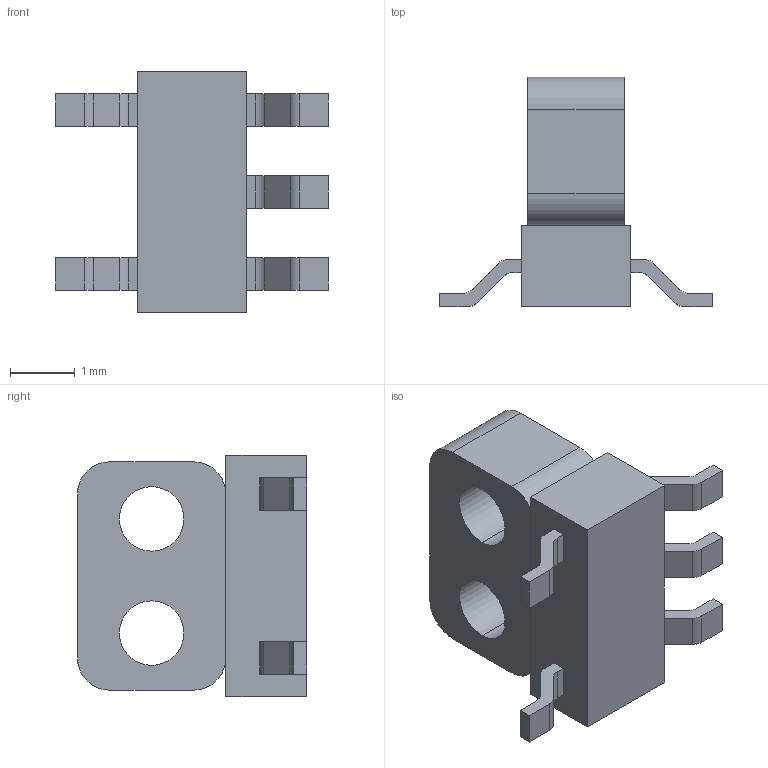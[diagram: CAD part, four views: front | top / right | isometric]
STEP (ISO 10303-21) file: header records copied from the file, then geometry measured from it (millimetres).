
FILE_DESCRIPTION (( 'STEP AP214' ), '1' );
FILE_NAME ('User Library-FluxBalun.STEP', '2019-11-21T02:53:43', ( '' ), ( '' ), 'SwSTEP 2.0', 'SolidWorks 2019', '' );
FILE_SCHEMA (( 'AUTOMOTIVE_DESIGN' ));
Length unit declared in the file: millimetre
Products named in the file (1): User Library-FluxBalun
Bounding box: 4.23 x 3.55 x 3.74 mm (x, y, z)
Volume: 18.1 mm3; surface area: 75.7 mm2
Topology: 7 solids, 7 shells, 90 faces, 228 edges, 152 vertices
Faces by surface type: plane 62, cylinder 28
Entity records: 2804 total; most frequent: CARTESIAN_POINT 471, DIRECTION 466, ORIENTED_EDGE 456, EDGE_CURVE 228, LINE 172, VECTOR 172, VERTEX_POINT 152, AXIS2_PLACEMENT_3D 147
